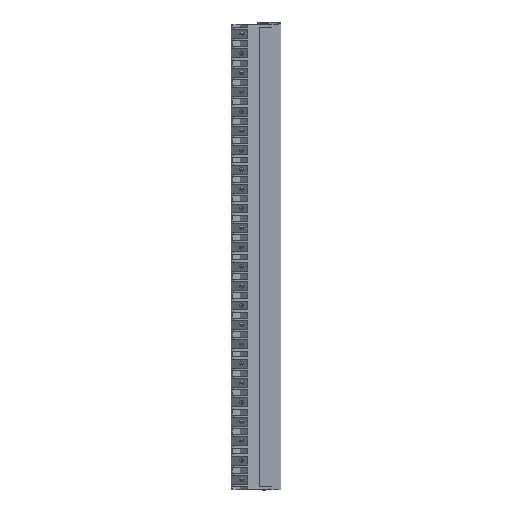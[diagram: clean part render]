
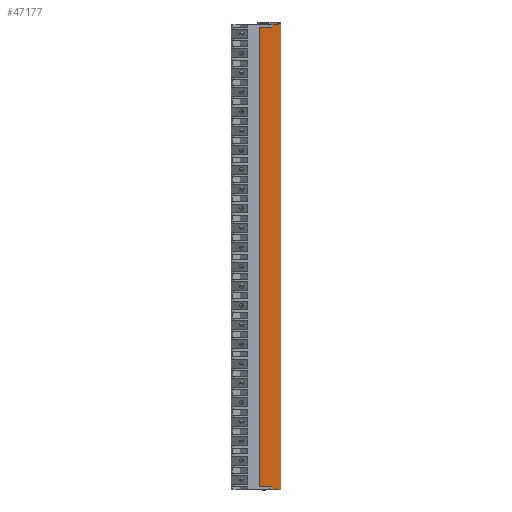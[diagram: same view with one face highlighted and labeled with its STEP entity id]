
A CAD part, front view. The second image highlights one B-rep face of the part: STEP entity #47177.
In plain terms, the highlighted planar face has unit normal (0.82, -0.572, 0).
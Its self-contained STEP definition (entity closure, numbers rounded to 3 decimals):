
#64=DIRECTION('',(0.572,0.82,0.));
#65=VECTOR('',#64,4.018);
#66=CARTESIAN_POINT('',(6.25,4.448,117.5));
#67=LINE('',#66,#65);
#9897=DIRECTION('',(0.572,0.82,0.));
#9898=VECTOR('',#9897,5.425);
#9899=CARTESIAN_POINT('',(3.145,0.,116.8));
#9900=LINE('',#9899,#9898);
#9901=DIRECTION('',(0.,0.,-1.));
#9902=VECTOR('',#9901,0.7);
#9903=CARTESIAN_POINT('',(6.25,4.448,117.5));
#9904=LINE('',#9903,#9902);
#9905=DIRECTION('',(0.,0.,1.));
#9906=VECTOR('',#9905,0.7);
#9907=CARTESIAN_POINT('',(6.25,4.448,-2.5));
#9908=LINE('',#9907,#9906);
#9909=DIRECTION('',(0.572,0.82,0.));
#9910=VECTOR('',#9909,5.425);
#9911=CARTESIAN_POINT('',(3.145,0.,-1.8));
#9912=LINE('',#9911,#9910);
#9913=DIRECTION('',(0.,0.,-1.));
#9914=VECTOR('',#9913,118.6);
#9915=CARTESIAN_POINT('',(3.145,0.,116.8));
#9916=LINE('',#9915,#9914);
#9930=DIRECTION('',(0.,0.,-1.));
#9931=VECTOR('',#9930,120.);
#9932=CARTESIAN_POINT('',(8.55,7.743,117.5));
#9933=LINE('',#9932,#9931);
#10019=DIRECTION('',(0.572,0.82,0.));
#10020=VECTOR('',#10019,4.018);
#10021=CARTESIAN_POINT('',(6.25,4.448,-2.5));
#10022=LINE('',#10021,#10020);
#27516=CARTESIAN_POINT('',(8.55,7.743,117.5));
#27518=VERTEX_POINT('',#27516);
#27540=CARTESIAN_POINT('',(8.55,7.743,-2.5));
#27542=VERTEX_POINT('',#27540);
#28176=CARTESIAN_POINT('',(3.145,0.,-1.8));
#28177=CARTESIAN_POINT('',(6.25,4.448,-1.8));
#28178=VERTEX_POINT('',#28176);
#28179=VERTEX_POINT('',#28177);
#28180=CARTESIAN_POINT('',(6.25,4.448,-2.5));
#28181=VERTEX_POINT('',#28180);
#28190=CARTESIAN_POINT('',(3.145,0.,116.8));
#28191=CARTESIAN_POINT('',(6.25,4.448,116.8));
#28192=VERTEX_POINT('',#28190);
#28193=VERTEX_POINT('',#28191);
#28194=CARTESIAN_POINT('',(6.25,4.448,117.5));
#28195=VERTEX_POINT('',#28194);
#47157=CARTESIAN_POINT('',(3.145,0.,117.5));
#47158=DIRECTION('',(0.82,-0.572,0.));
#47159=DIRECTION('',(0.572,0.82,0.));
#47160=AXIS2_PLACEMENT_3D('',#47157,#47158,#47159);
#47161=PLANE('',#47160);
#47163=ORIENTED_EDGE('',*,*,#47162,.T.);
#47164=ORIENTED_EDGE('',*,*,#47148,.F.);
#47165=ORIENTED_EDGE('',*,*,#35649,.T.);
#47167=ORIENTED_EDGE('',*,*,#47166,.T.);
#47169=ORIENTED_EDGE('',*,*,#47168,.F.);
#47171=ORIENTED_EDGE('',*,*,#47170,.T.);
#47173=ORIENTED_EDGE('',*,*,#47172,.F.);
#47174=ORIENTED_EDGE('',*,*,#46734,.F.);
#47175=EDGE_LOOP('',(#47163,#47164,#47165,#47167,#47169,#47171,#47173,#47174));
#47176=FACE_OUTER_BOUND('',#47175,.F.);
#35649=EDGE_CURVE('',#28195,#27518,#67,.T.);
#46734=EDGE_CURVE('',#28192,#28178,#9916,.T.);
#47148=EDGE_CURVE('',#28195,#28193,#9904,.T.);
#47162=EDGE_CURVE('',#28192,#28193,#9900,.T.);
#47166=EDGE_CURVE('',#27518,#27542,#9933,.T.);
#47168=EDGE_CURVE('',#28181,#27542,#10022,.T.);
#47170=EDGE_CURVE('',#28181,#28179,#9908,.T.);
#47172=EDGE_CURVE('',#28178,#28179,#9912,.T.);
#47177=ADVANCED_FACE('',(#47176),#47161,.T.);
